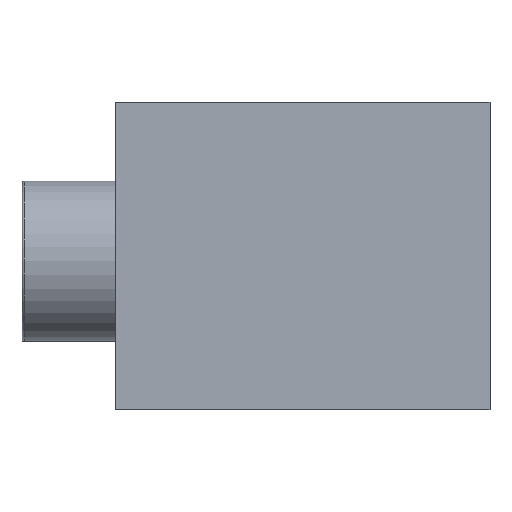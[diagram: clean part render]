
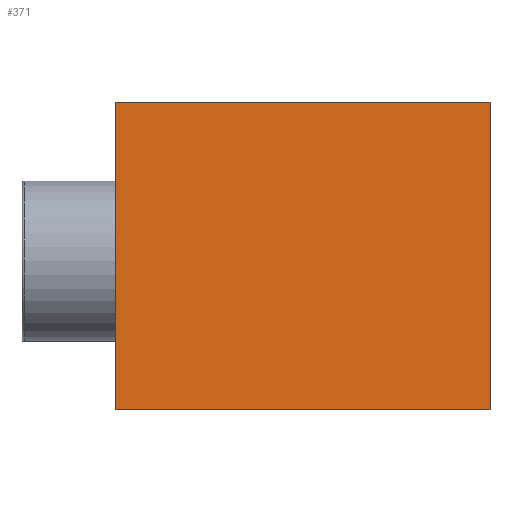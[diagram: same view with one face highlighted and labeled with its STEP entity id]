
A CAD part, top view. The second image highlights one B-rep face of the part: STEP entity #371.
In plain terms, the highlighted planar face has unit normal (0, 0, 1).
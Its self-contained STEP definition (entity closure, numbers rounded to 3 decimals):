
#144 = VERTEX_POINT('',#145);
#145 = CARTESIAN_POINT('',(-5.25,0.,6.));
#187 = VERTEX_POINT('',#188);
#188 = CARTESIAN_POINT('',(-5.25,-5.55,6.));
#194 = EDGE_CURVE('',#187,#144,#195,.T.);
#195 = LINE('',#196,#197);
#196 = CARTESIAN_POINT('',(-5.25,-5.55,6.));
#197 = VECTOR('',#198,1.);
#198 = DIRECTION('',(0.,1.,0.));
#219 = EDGE_CURVE('',#144,#220,#222,.T.);
#220 = VERTEX_POINT('',#221);
#221 = CARTESIAN_POINT('',(-5.25,5.95,6.));
#222 = LINE('',#223,#224);
#223 = CARTESIAN_POINT('',(-5.25,-5.55,6.));
#224 = VECTOR('',#225,1.);
#225 = DIRECTION('',(0.,1.,0.));
#371 = ADVANCED_FACE('',(#372),#398,.F.);
#372 = FACE_BOUND('',#373,.F.);
#373 = EDGE_LOOP('',(#374,#382,#390,#396,#397));
#374 = ORIENTED_EDGE('',*,*,#375,.T.);
#375 = EDGE_CURVE('',#220,#376,#378,.T.);
#376 = VERTEX_POINT('',#377);
#377 = CARTESIAN_POINT('',(8.75,5.95,6.));
#378 = LINE('',#379,#380);
#379 = CARTESIAN_POINT('',(-5.25,5.95,6.));
#380 = VECTOR('',#381,1.);
#381 = DIRECTION('',(1.,0.,0.));
#382 = ORIENTED_EDGE('',*,*,#383,.T.);
#383 = EDGE_CURVE('',#376,#384,#386,.T.);
#384 = VERTEX_POINT('',#385);
#385 = CARTESIAN_POINT('',(8.75,-5.55,6.));
#386 = LINE('',#387,#388);
#387 = CARTESIAN_POINT('',(8.75,5.95,6.));
#388 = VECTOR('',#389,1.);
#389 = DIRECTION('',(0.,-1.,0.));
#390 = ORIENTED_EDGE('',*,*,#391,.T.);
#391 = EDGE_CURVE('',#384,#187,#392,.T.);
#392 = LINE('',#393,#394);
#393 = CARTESIAN_POINT('',(8.75,-5.55,6.));
#394 = VECTOR('',#395,1.);
#395 = DIRECTION('',(-1.,0.,0.));
#396 = ORIENTED_EDGE('',*,*,#194,.T.);
#397 = ORIENTED_EDGE('',*,*,#219,.T.);
#398 = PLANE('',#399);
#399 = AXIS2_PLACEMENT_3D('',#400,#401,#402);
#400 = CARTESIAN_POINT('',(1.75,0.2,6.));
#401 = DIRECTION('',(-0.,-0.,-1.));
#402 = DIRECTION('',(-1.,0.,0.));
